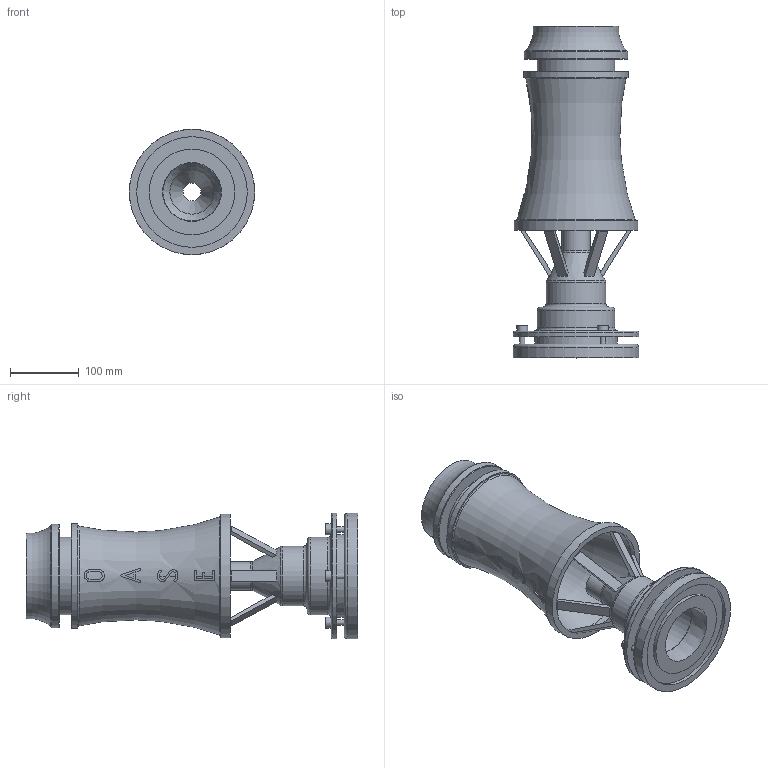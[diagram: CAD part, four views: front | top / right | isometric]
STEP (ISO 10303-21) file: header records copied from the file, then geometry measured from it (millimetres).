
FILE_DESCRIPTION(/* description */ (''),/* implementation_level */ '2;1');
FILE_NAME(/* name */ '50995_Geiser 100T.stp',/* time_stamp */ '2017-08-21T08:31:11+02:00',/* author */ ('guzb562'),/* organization */ (''),/* preprocessor_version */ 'ST-DEVELOPER v16.1',/* originating_system */ 'Autodesk Inventor 2016',/* authorisation */ '');
FILE_SCHEMA (('AUTOMOTIVE_DESIGN { 1 0 10303 214 3 1 1 }'));
Length unit declared in the file: millimetre
Products named in the file (1): 50995_Geiser 100T
Bounding box: 183 x 483.71 x 183 mm (x, y, z)
Volume: 496112.7 mm3; surface area: 491298.8 mm2
Topology: 1 solids, 2 shells, 173 faces, 447 edges, 289 vertices
Faces by surface type: plane 96, cylinder 41, torus 27, cone 9
Full cylindrical faces by diameter (mm): 7.888 x3, 16 x3, 26 x1, 41 x1, 64.687 x1, 85.937 x1, 87 x1, 91.107 x1, 113 x1, 113.352 x1, 124.761 x1, 151 x1, 153 x1, 161.198 x1, 180 x1, 182.888 x1, 183 x1
Entity records: 5932 total; most frequent: CARTESIAN_POINT 2115, ORIENTED_EDGE 740, DIRECTION 719, EDGE_CURVE 369, AXIS2_PLACEMENT_3D 282, VERTEX_POINT 268, EDGE_LOOP 255, FACE_OUTER_BOUND 169
